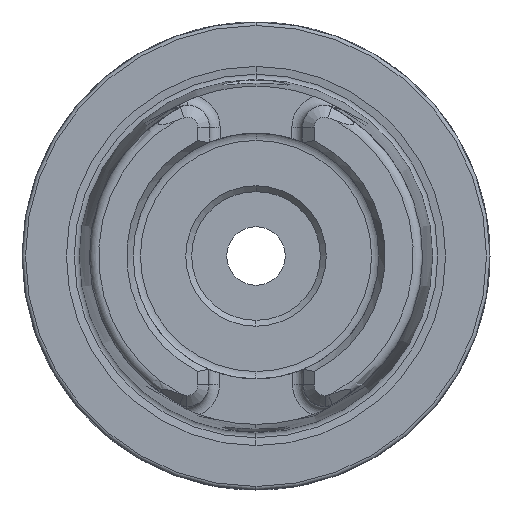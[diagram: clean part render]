
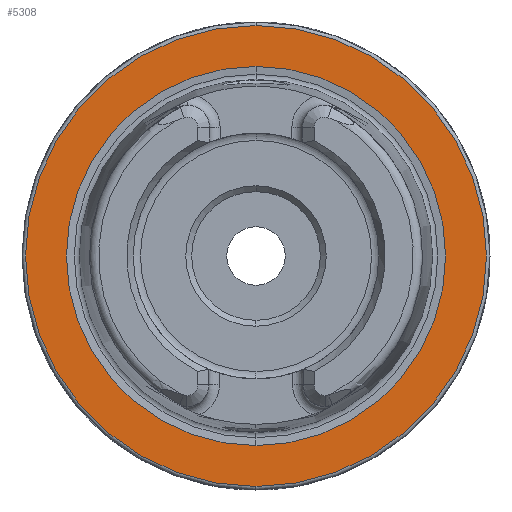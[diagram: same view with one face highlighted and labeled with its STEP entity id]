
A CAD part, left-side view. The second image highlights one B-rep face of the part: STEP entity #5308.
In plain terms, the highlighted planar face has unit normal (-1, 0, 0).
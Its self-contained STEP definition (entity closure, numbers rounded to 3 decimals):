
#617 = EDGE_CURVE ( 'NONE', #6743, #6748, #6958, .T. ) ;
#632 = AXIS2_PLACEMENT_3D ( 'NONE', #4507, #4508, #4509 ) ;
#675 = AXIS2_PLACEMENT_3D ( 'NONE', #3369, #3370, #3371 ) ;
#676 = AXIS2_PLACEMENT_3D ( 'NONE', #3377, #3378, #3379 ) ;
#1804 = AXIS2_PLACEMENT_3D ( 'NONE', #7749, #7750, #7751 ) ;
#2580 = EDGE_CURVE ( 'NONE', #6748, #6743, #7085, .T. ) ;
#2583 = EDGE_CURVE ( 'NONE', #6751, #6750, #7086, .T. ) ;
#3369 = CARTESIAN_POINT ( 'NONE',  ( 0., 0., 0. ) ) ;
#3370 = DIRECTION ( 'NONE',  ( -1., 0., 0. ) ) ;
#3371 = DIRECTION ( 'NONE',  ( 0., 0., 1. ) ) ;
#3377 = CARTESIAN_POINT ( 'NONE',  ( 0., 0., 0. ) ) ;
#3378 = DIRECTION ( 'NONE',  ( -1., 0., 0. ) ) ;
#3379 = DIRECTION ( 'NONE',  ( 0., 0., 1. ) ) ;
#4129 = CARTESIAN_POINT ( 'NONE',  ( 0., 0., -16.207 ) ) ;
#4133 = CARTESIAN_POINT ( 'NONE',  ( 0., 0., 16.207 ) ) ;
#4135 = CARTESIAN_POINT ( 'NONE',  ( 0., 0., 19.7 ) ) ;
#4136 = CARTESIAN_POINT ( 'NONE',  ( 0., 0., -19.7 ) ) ;
#4507 = CARTESIAN_POINT ( 'NONE',  ( 0., 0., 0. ) ) ;
#4508 = DIRECTION ( 'NONE',  ( -1., 0., 0. ) ) ;
#4509 = DIRECTION ( 'NONE',  ( 0., 0., 1. ) ) ;
#4723 = CARTESIAN_POINT ( 'NONE',  ( 0., 19.7, 0. ) ) ;
#4729 = PLANE ( 'NONE',  #6249 ) ;
#4731 = DIRECTION ( 'NONE',  ( 1., 0., 0. ) ) ;
#4732 = DIRECTION ( 'NONE',  ( 0., 0., -1. ) ) ;
#5308 = ADVANCED_FACE ( 'NONE', ( #5468, #5466 ), #4729, .F. ) ;
#5466 = FACE_OUTER_BOUND ( 'NONE', #6489, .T. ) ;
#5468 = FACE_BOUND ( 'NONE', #6496, .T. ) ;
#5948 = CIRCLE ( 'NONE', #1804, 19.7 ) ;
#6206 = EDGE_CURVE ( 'NONE', #6750, #6751, #5948, .T. ) ;
#6249 = AXIS2_PLACEMENT_3D ( 'NONE', #4723, #4731, #4732 ) ;
#6489 = EDGE_LOOP ( 'NONE', ( #7892, #7891 ) ) ;
#6496 = EDGE_LOOP ( 'NONE', ( #7894, #7893 ) ) ;
#6743 = VERTEX_POINT ( 'NONE', #4129 ) ;
#6748 = VERTEX_POINT ( 'NONE', #4133 ) ;
#6750 = VERTEX_POINT ( 'NONE', #4135 ) ;
#6751 = VERTEX_POINT ( 'NONE', #4136 ) ;
#6958 = CIRCLE ( 'NONE', #632, 16.207 ) ;
#7085 = CIRCLE ( 'NONE', #675, 16.207 ) ;
#7086 = CIRCLE ( 'NONE', #676, 19.7 ) ;
#7749 = CARTESIAN_POINT ( 'NONE',  ( 0., 0., 0. ) ) ;
#7750 = DIRECTION ( 'NONE',  ( -1., 0., 0. ) ) ;
#7751 = DIRECTION ( 'NONE',  ( 0., 0., 1. ) ) ;
#7891 = ORIENTED_EDGE ( 'NONE', *, *, #2583, .T. ) ;
#7892 = ORIENTED_EDGE ( 'NONE', *, *, #6206, .T. ) ;
#7893 = ORIENTED_EDGE ( 'NONE', *, *, #617, .F. ) ;
#7894 = ORIENTED_EDGE ( 'NONE', *, *, #2580, .F. ) ;
